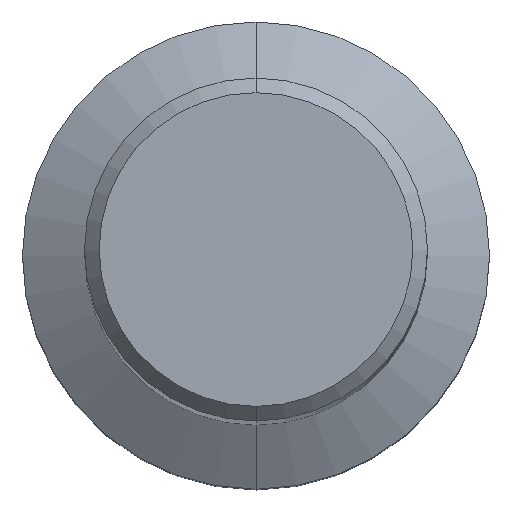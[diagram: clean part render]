
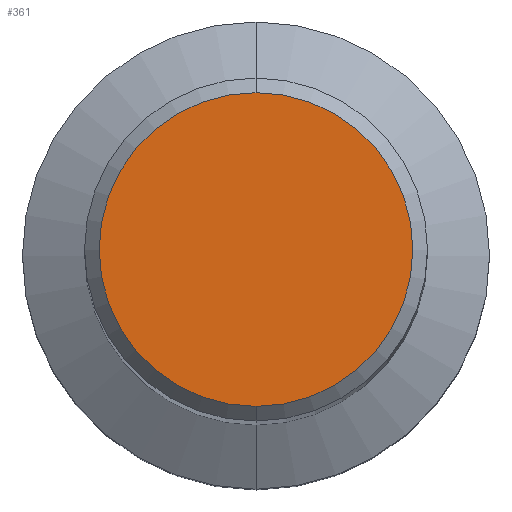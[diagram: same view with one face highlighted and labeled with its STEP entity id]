
A CAD part, top view. The second image highlights one B-rep face of the part: STEP entity #361.
In plain terms, the highlighted planar face has unit normal (0, 0, 1).
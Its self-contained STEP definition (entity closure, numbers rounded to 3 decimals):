
#361=ADVANCED_FACE('',(#765),#766,.T.);
#451=VERTEX_POINT('',#868);
#559=VERTEX_POINT('',#983);
#573=EDGE_CURVE('',#451,#559,#1001,.T.);
#583=EDGE_CURVE('',#559,#451,#1011,.T.);
#765=FACE_OUTER_BOUND('',#1351,.T.);
#766=PLANE('',#1352);
#868=CARTESIAN_POINT('',(0.0,4.264,0.));
#983=CARTESIAN_POINT('',(0.,-4.264,0.));
#1001=CIRCLE('',#1743,4.264);
#1011=CIRCLE('',#1785,4.264);
#1351=EDGE_LOOP('',(#1964,#1965));
#1352=AXIS2_PLACEMENT_3D('',#1966,#1967,#1968);
#1743=AXIS2_PLACEMENT_3D('',#2259,#2260,#2261);
#1785=AXIS2_PLACEMENT_3D('',#2264,#2265,#2266);
#1964=ORIENTED_EDGE('',*,*,#573,.F.);
#1965=ORIENTED_EDGE('',*,*,#583,.F.);
#1966=CARTESIAN_POINT('',(0.0,2.132,0.));
#1967=DIRECTION('',(-0.0,0.0,1.0));
#1968=DIRECTION('',(0.0,-1.0,0.0));
#2259=CARTESIAN_POINT('',(0.0,0.0,0.));
#2260=DIRECTION('',(0.0,0.0,-1.0));
#2261=DIRECTION('',(0.0,1.0,0.0));
#2264=CARTESIAN_POINT('',(0.0,0.0,0.));
#2265=DIRECTION('',(0.0,0.0,-1.0));
#2266=DIRECTION('',(0.0,1.0,0.0));
